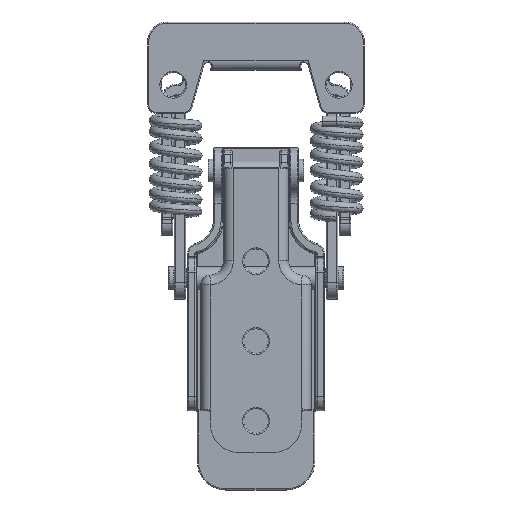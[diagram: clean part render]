
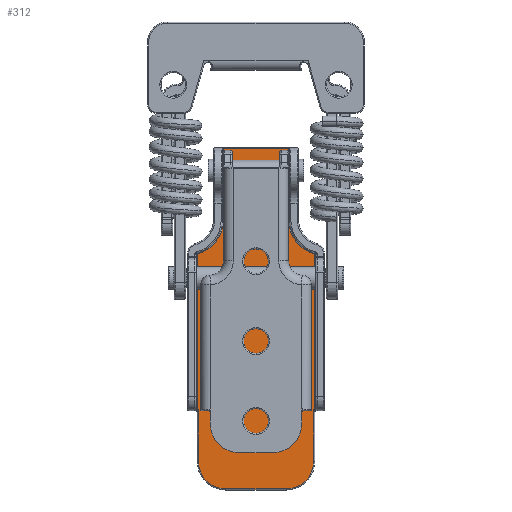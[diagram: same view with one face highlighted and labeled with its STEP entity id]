
A CAD part, front view. The second image highlights one B-rep face of the part: STEP entity #312.
In plain terms, the highlighted planar face has unit normal (0, -1, 0).
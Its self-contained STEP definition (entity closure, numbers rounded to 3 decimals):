
#279 = VERTEX_POINT ( 'NONE', #20347 ) ;
#292 = EDGE_LOOP ( 'NONE', ( #314, #313, #318, #29086, #329, #328, #334, #319, #352, #346, #336, #344, #355, #342 ) ) ;
#297 = VERTEX_POINT ( 'NONE', #20327 ) ;
#303 = VERTEX_POINT ( 'NONE', #20370 ) ;
#304 = VERTEX_POINT ( 'NONE', #20371 ) ;
#311 = EDGE_CURVE ( 'NONE', #304, #303, #20417, .T. ) ;
#312 = ADVANCED_FACE ( 'NONE', ( #20367 ), #20418, .T. ) ;
#313 = ORIENTED_EDGE ( 'NONE', *, *, #321, .T. ) ;
#314 = ORIENTED_EDGE ( 'NONE', *, *, #317, .T. ) ;
#315 = EDGE_CURVE ( 'NONE', #347, #323, #20411, .T. ) ;
#316 = VERTEX_POINT ( 'NONE', #20412 ) ;
#317 = EDGE_CURVE ( 'NONE', #279, #297, #20400, .T. ) ;
#318 = ORIENTED_EDGE ( 'NONE', *, *, #311, .T. ) ;
#319 = ORIENTED_EDGE ( 'NONE', *, *, #320, .T. ) ;
#320 = EDGE_CURVE ( 'NONE', #323, #331, #20402, .T. ) ;
#321 = EDGE_CURVE ( 'NONE', #297, #304, #19894, .T. ) ;
#323 = VERTEX_POINT ( 'NONE', #20407 ) ;
#324 = EDGE_CURVE ( 'NONE', #332, #340, #19908, .T. ) ;
#325 = EDGE_CURVE ( 'NONE', #339, #330, #20448, .T. ) ;
#326 = EDGE_CURVE ( 'NONE', #340, #347, #20451, .T. ) ;
#327 = EDGE_CURVE ( 'NONE', #330, #316, #20452, .T. ) ;
#328 = ORIENTED_EDGE ( 'NONE', *, *, #326, .T. ) ;
#329 = ORIENTED_EDGE ( 'NONE', *, *, #324, .T. ) ;
#330 = VERTEX_POINT ( 'NONE', #20438 ) ;
#331 = VERTEX_POINT ( 'NONE', #20434 ) ;
#332 = VERTEX_POINT ( 'NONE', #20432 ) ;
#333 = EDGE_CURVE ( 'NONE', #331, #339, #20430, .T. ) ;
#334 = ORIENTED_EDGE ( 'NONE', *, *, #315, .T. ) ;
#335 = EDGE_CURVE ( 'NONE', #303, #332, #20431, .T. ) ;
#336 = ORIENTED_EDGE ( 'NONE', *, *, #327, .T. ) ;
#338 = VERTEX_POINT ( 'NONE', #20435 ) ;
#339 = VERTEX_POINT ( 'NONE', #20481 ) ;
#340 = VERTEX_POINT ( 'NONE', #20443 ) ;
#342 = ORIENTED_EDGE ( 'NONE', *, *, #366, .T. ) ;
#344 = ORIENTED_EDGE ( 'NONE', *, *, #353, .T. ) ;
#345 = EDGE_CURVE ( 'NONE', #338, #348, #20482, .T. ) ;
#346 = ORIENTED_EDGE ( 'NONE', *, *, #325, .T. ) ;
#347 = VERTEX_POINT ( 'NONE', #20476 ) ;
#348 = VERTEX_POINT ( 'NONE', #20426 ) ;
#352 = ORIENTED_EDGE ( 'NONE', *, *, #333, .T. ) ;
#353 = EDGE_CURVE ( 'NONE', #316, #338, #20469, .T. ) ;
#355 = ORIENTED_EDGE ( 'NONE', *, *, #345, .T. ) ;
#366 = EDGE_CURVE ( 'NONE', #348, #279, #20459, .T. ) ;
#16747 = DIRECTION ( 'NONE',  ( 0., 0., -1. ) ) ;
#17958 = DIRECTION ( 'NONE',  ( 1., 0., 0. ) ) ;
#19884 = VECTOR ( 'NONE', #17958, 1000. ) ;
#19893 = CARTESIAN_POINT ( 'NONE',  ( -29.8, -1.5, -12. ) ) ;
#19894 = LINE ( 'NONE', #19893, #19909 ) ;
#19907 = CARTESIAN_POINT ( 'NONE',  ( 30., -1.5, -10.3 ) ) ;
#19908 = LINE ( 'NONE', #19907, #19884 ) ;
#19909 = VECTOR ( 'NONE', #16747, 1000. ) ;
#20327 = CARTESIAN_POINT ( 'NONE',  ( -29.8, -1.5, 5.7 ) ) ;
#20347 = CARTESIAN_POINT ( 'NONE',  ( -17.413, -1.5, 5.7 ) ) ;
#20359 = CARTESIAN_POINT ( 'NONE',  ( 30., -1.5, -12. ) ) ;
#20367 = FACE_OUTER_BOUND ( 'NONE', #292, .T. ) ;
#20370 = CARTESIAN_POINT ( 'NONE',  ( -17.413, -1.5, -5.7 ) ) ;
#20371 = CARTESIAN_POINT ( 'NONE',  ( -29.8, -1.5, -5.7 ) ) ;
#20390 = DIRECTION ( 'NONE',  ( 0., 0., -1. ) ) ;
#20391 = DIRECTION ( 'NONE',  ( 0., -1., 0. ) ) ;
#20392 = CARTESIAN_POINT ( 'NONE',  ( 25., -1.5, -5.3 ) ) ;
#20393 = AXIS2_PLACEMENT_3D ( 'NONE', #20392, #20391, #20390 ) ;
#20397 = DIRECTION ( 'NONE',  ( -1., 0., 0. ) ) ;
#20398 = VECTOR ( 'NONE', #20397, 1000. ) ;
#20399 = CARTESIAN_POINT ( 'NONE',  ( 30., -1.5, 5.7 ) ) ;
#20400 = LINE ( 'NONE', #20399, #20398 ) ;
#20402 = CIRCLE ( 'NONE', #20393, 4.8 ) ;
#20405 = DIRECTION ( 'NONE',  ( 1., 0., 0. ) ) ;
#20406 = VECTOR ( 'NONE', #20405, 1000. ) ;
#20407 = CARTESIAN_POINT ( 'NONE',  ( 25., -1.5, -10.1 ) ) ;
#20408 = DIRECTION ( 'NONE',  ( 0., 0., -1. ) ) ;
#20409 = DIRECTION ( 'NONE',  ( 0., -1., 0. ) ) ;
#20410 = CARTESIAN_POINT ( 'NONE',  ( 25., -1.5, -10.1 ) ) ;
#20411 = LINE ( 'NONE', #20410, #20406 ) ;
#20412 = CARTESIAN_POINT ( 'NONE',  ( 15.9, -1.5, 10.1 ) ) ;
#20413 = AXIS2_PLACEMENT_3D ( 'NONE', #20359, #20409, #20408 ) ;
#20414 = DIRECTION ( 'NONE',  ( 1., 0., 0. ) ) ;
#20415 = VECTOR ( 'NONE', #20414, 1000. ) ;
#20416 = CARTESIAN_POINT ( 'NONE',  ( 30., -1.5, -5.7 ) ) ;
#20417 = LINE ( 'NONE', #20416, #20415 ) ;
#20418 = PLANE ( 'NONE',  #20413 ) ;
#20425 = CARTESIAN_POINT ( 'NONE',  ( -17.413, -1.5, -12. ) ) ;
#20426 = CARTESIAN_POINT ( 'NONE',  ( -11.346, -1.5, 10.3 ) ) ;
#20427 = DIRECTION ( 'NONE',  ( 0., 0., 1. ) ) ;
#20428 = VECTOR ( 'NONE', #20427, 1000. ) ;
#20429 = CARTESIAN_POINT ( 'NONE',  ( 29.8, -1.5, -12. ) ) ;
#20430 = LINE ( 'NONE', #20429, #20428 ) ;
#20431 = CIRCLE ( 'NONE', #20433, 6.3 ) ;
#20432 = CARTESIAN_POINT ( 'NONE',  ( -11.346, -1.5, -10.3 ) ) ;
#20433 = AXIS2_PLACEMENT_3D ( 'NONE', #20425, #20441, #20480 ) ;
#20434 = CARTESIAN_POINT ( 'NONE',  ( 29.8, -1.5, -5.3 ) ) ;
#20435 = CARTESIAN_POINT ( 'NONE',  ( 15.9, -1.5, 10.3 ) ) ;
#20436 = DIRECTION ( 'NONE',  ( -1., 0., 0. ) ) ;
#20437 = VECTOR ( 'NONE', #20436, 1000. ) ;
#20438 = CARTESIAN_POINT ( 'NONE',  ( 25., -1.5, 10.1 ) ) ;
#20439 = DIRECTION ( 'NONE',  ( 0., 0., 1. ) ) ;
#20440 = VECTOR ( 'NONE', #20439, 1000. ) ;
#20441 = DIRECTION ( 'NONE',  ( 0., 1., 0. ) ) ;
#20443 = CARTESIAN_POINT ( 'NONE',  ( 15.9, -1.5, -10.3 ) ) ;
#20444 = DIRECTION ( 'NONE',  ( 0., 0., -1. ) ) ;
#20445 = DIRECTION ( 'NONE',  ( 0., -1., 0. ) ) ;
#20446 = CARTESIAN_POINT ( 'NONE',  ( 25., -1.5, 5.3 ) ) ;
#20447 = AXIS2_PLACEMENT_3D ( 'NONE', #20446, #20445, #20444 ) ;
#20448 = CIRCLE ( 'NONE', #20447, 4.8 ) ;
#20449 = CARTESIAN_POINT ( 'NONE',  ( 16.1, -1.5, 10.1 ) ) ;
#20450 = CARTESIAN_POINT ( 'NONE',  ( 15.9, -1.5, -10.3 ) ) ;
#20451 = LINE ( 'NONE', #20450, #20440 ) ;
#20452 = LINE ( 'NONE', #20449, #20437 ) ;
#20459 = CIRCLE ( 'NONE', #20511, 6.3 ) ;
#20461 = DIRECTION ( 'NONE',  ( 0., 0., 1. ) ) ;
#20462 = VECTOR ( 'NONE', #20461, 1000. ) ;
#20463 = CARTESIAN_POINT ( 'NONE',  ( 15.9, -1.5, 10.5 ) ) ;
#20469 = LINE ( 'NONE', #20463, #20462 ) ;
#20472 = DIRECTION ( 'NONE',  ( -1., 0., 0. ) ) ;
#20474 = VECTOR ( 'NONE', #20472, 1000. ) ;
#20475 = CARTESIAN_POINT ( 'NONE',  ( 30., -1.5, 10.3 ) ) ;
#20476 = CARTESIAN_POINT ( 'NONE',  ( 15.9, -1.5, -10.1 ) ) ;
#20480 = DIRECTION ( 'NONE',  ( 0., 0., -1. ) ) ;
#20481 = CARTESIAN_POINT ( 'NONE',  ( 29.8, -1.5, 5.3 ) ) ;
#20482 = LINE ( 'NONE', #20475, #20474 ) ;
#20501 = DIRECTION ( 'NONE',  ( 0., 0., -1. ) ) ;
#20502 = DIRECTION ( 'NONE',  ( 0., 1., 0. ) ) ;
#20506 = CARTESIAN_POINT ( 'NONE',  ( -17.413, -1.5, 12. ) ) ;
#20511 = AXIS2_PLACEMENT_3D ( 'NONE', #20506, #20502, #20501 ) ;
#29086 = ORIENTED_EDGE ( 'NONE', *, *, #335, .T. ) ;
